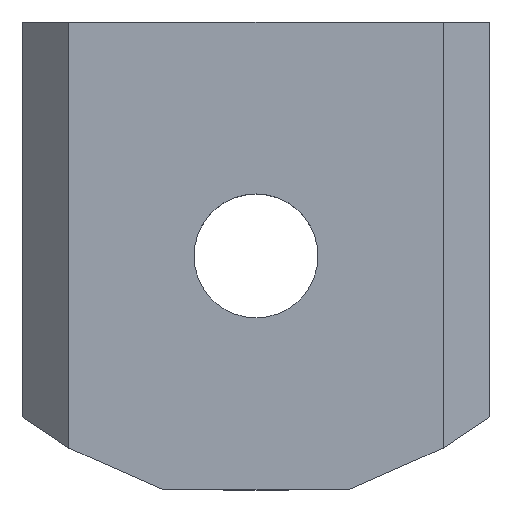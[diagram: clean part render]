
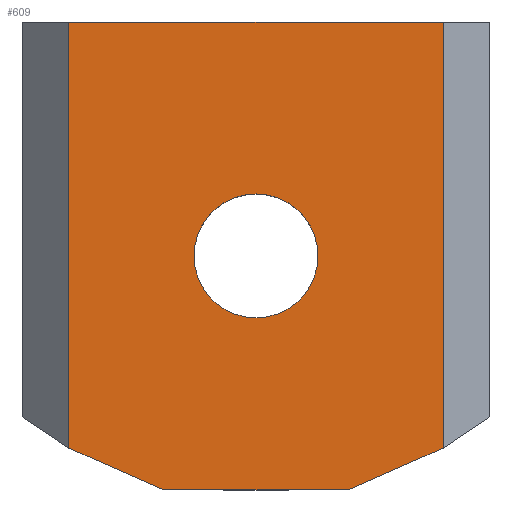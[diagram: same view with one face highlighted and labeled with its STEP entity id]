
A CAD part, top view. The second image highlights one B-rep face of the part: STEP entity #609.
In plain terms, the highlighted planar face has unit normal (0, 0, 1).
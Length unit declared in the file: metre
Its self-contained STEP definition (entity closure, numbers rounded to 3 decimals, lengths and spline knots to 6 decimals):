
#23=CIRCLE('',#663,0.00265);
#47=LINE('',#922,#118);
#54=LINE('',#935,#125);
#58=LINE('',#949,#129);
#59=LINE('',#951,#130);
#60=LINE('',#952,#131);
#61=LINE('',#954,#132);
#118=VECTOR('',#743,1.);
#125=VECTOR('',#754,1.);
#129=VECTOR('',#766,1.);
#130=VECTOR('',#767,1.);
#131=VECTOR('',#768,1.);
#132=VECTOR('',#769,1.);
#174=PLANE('',#664);
#238=ORIENTED_EDGE('',*,*,#405,.T.);
#239=ORIENTED_EDGE('',*,*,#406,.T.);
#240=ORIENTED_EDGE('',*,*,#399,.F.);
#241=ORIENTED_EDGE('',*,*,#407,.T.);
#242=ORIENTED_EDGE('',*,*,#408,.T.);
#243=ORIENTED_EDGE('',*,*,#392,.T.);
#244=ORIENTED_EDGE('',*,*,#404,.F.);
#392=EDGE_CURVE('',#478,#477,#47,.T.);
#399=EDGE_CURVE('',#482,#483,#54,.T.);
#404=EDGE_CURVE('',#487,#487,#23,.T.);
#405=EDGE_CURVE('',#477,#488,#58,.T.);
#406=EDGE_CURVE('',#488,#483,#59,.F.);
#407=EDGE_CURVE('',#482,#489,#60,.T.);
#408=EDGE_CURVE('',#489,#478,#61,.T.);
#477=VERTEX_POINT('',#921);
#478=VERTEX_POINT('',#923);
#482=VERTEX_POINT('',#936);
#483=VERTEX_POINT('',#937);
#487=VERTEX_POINT('',#947);
#488=VERTEX_POINT('',#950);
#489=VERTEX_POINT('',#953);
#527=EDGE_LOOP('',(#238,#239,#240,#241,#242,#243));
#528=EDGE_LOOP('',(#244));
#566=FACE_BOUND('',#527,.T.);
#567=FACE_BOUND('',#528,.T.);
#609=ADVANCED_FACE('',(#566,#567),#174,.T.);
#663=AXIS2_PLACEMENT_3D('',#946,#762,#763);
#664=AXIS2_PLACEMENT_3D('',#948,#764,#765);
#743=DIRECTION('',(-1.,0.,0.));
#754=DIRECTION('',(-1.,0.,0.));
#762=DIRECTION('',(0.,0.,1.));
#763=DIRECTION('',(1.,0.,0.));
#764=DIRECTION('',(0.,0.,1.));
#765=DIRECTION('',(1.,0.,0.));
#766=DIRECTION('',(0.,-1.,0.));
#767=DIRECTION('',(-0.915,0.403,0.));
#768=DIRECTION('',(0.915,0.403,0.));
#769=DIRECTION('',(0.,1.,0.));
#921=CARTESIAN_POINT('',(0.012,0.,0.03));
#922=CARTESIAN_POINT('',(0.02,0.,0.03));
#923=CARTESIAN_POINT('',(0.028,0.,0.03));
#935=CARTESIAN_POINT('',(0.02,-0.02,0.03));
#936=CARTESIAN_POINT('',(0.02395,-0.02,0.03));
#937=CARTESIAN_POINT('',(0.01605,-0.02,0.03));
#946=CARTESIAN_POINT('',(0.02,-0.01,0.03));
#947=CARTESIAN_POINT('',(0.02265,-0.01,0.03));
#948=CARTESIAN_POINT('',(0.022056,-0.01325,0.03));
#949=CARTESIAN_POINT('',(0.012,-0.019501,0.03));
#950=CARTESIAN_POINT('',(0.012,-0.018217,0.03));
#951=CARTESIAN_POINT('',(0.018592,-0.021119,0.03));
#952=CARTESIAN_POINT('',(0.024853,-0.019602,0.03));
#953=CARTESIAN_POINT('',(0.028,-0.018217,0.03));
#954=CARTESIAN_POINT('',(0.028,-0.01325,0.03));
